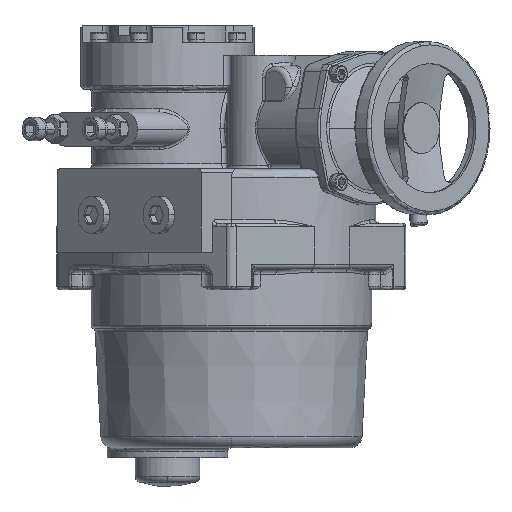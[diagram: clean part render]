
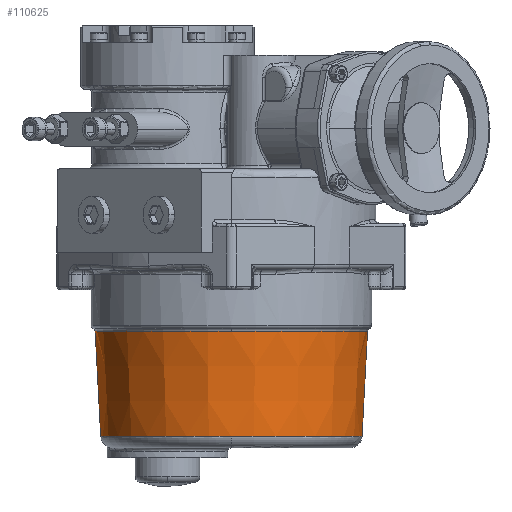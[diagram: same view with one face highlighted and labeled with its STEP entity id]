
A CAD part, left-side view. The second image highlights one B-rep face of the part: STEP entity #110625.
In plain terms, the highlighted conical face has half-angle 3 degrees and reference radius 80.097 mm.
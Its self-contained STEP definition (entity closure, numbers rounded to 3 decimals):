
#4134 = VECTOR ( 'NONE', #62445, 1000. ) ;
#5532 = AXIS2_PLACEMENT_3D ( 'NONE', #29540, #50841, #114181 ) ;
#7176 = AXIS2_PLACEMENT_3D ( 'NONE', #62884, #116606, #106981 ) ;
#8692 = EDGE_LOOP ( 'NONE', ( #88543, #77318, #100552, #13817, #115697, #22512 ) ) ;
#13817 = ORIENTED_EDGE ( 'NONE', *, *, #70432, .T. ) ;
#17911 = DIRECTION ( 'NONE',  ( 0., -0.052, 0.999 ) ) ;
#20763 = VERTEX_POINT ( 'NONE', #47929 ) ;
#21547 = CARTESIAN_POINT ( 'NONE',  ( -93.532, -37.477, -179.864 ) ) ;
#22381 = CARTESIAN_POINT ( 'NONE',  ( -90.293, -37.477, -241.666 ) ) ;
#22512 = ORIENTED_EDGE ( 'NONE', *, *, #89434, .T. ) ;
#23184 = CONICAL_SURFACE ( 'NONE', #5532, 80.097, 0.052 ) ;
#23584 = LINE ( 'NONE', #100748, #4134 ) ;
#24668 = CARTESIAN_POINT ( 'NONE',  ( -13.435, -37.477, -179.864 ) ) ;
#25545 = DIRECTION ( 'NONE',  ( 0., 0., -1. ) ) ;
#28831 = EDGE_CURVE ( 'NONE', #67063, #67413, #68668, .T. ) ;
#29540 = CARTESIAN_POINT ( 'NONE',  ( -13.435, -37.477, -179.864 ) ) ;
#36156 = CARTESIAN_POINT ( 'NONE',  ( -13.435, -37.477, -241.666 ) ) ;
#38411 = EDGE_CURVE ( 'NONE', #67413, #45108, #48380, .T. ) ;
#43787 = EDGE_CURVE ( 'NONE', #20763, #79828, #53557, .T. ) ;
#44960 = LINE ( 'NONE', #104474, #102784 ) ;
#45108 = VERTEX_POINT ( 'NONE', #60113 ) ;
#45755 = AXIS2_PLACEMENT_3D ( 'NONE', #36156, #103450, #80530 ) ;
#47929 = CARTESIAN_POINT ( 'NONE',  ( -13.435, -117.573, -179.864 ) ) ;
#48380 = CIRCLE ( 'NONE', #7176, 76.858 ) ;
#50841 = DIRECTION ( 'NONE',  ( 0., 0., 1. ) ) ;
#52543 = CARTESIAN_POINT ( 'NONE',  ( -13.435, -37.477, -179.864 ) ) ;
#53557 = CIRCLE ( 'NONE', #71220, 80.097 ) ;
#54661 = FACE_OUTER_BOUND ( 'NONE', #8692, .T. ) ;
#55533 = DIRECTION ( 'NONE',  ( 0., -1., 0. ) ) ;
#60106 = AXIS2_PLACEMENT_3D ( 'NONE', #52543, #25545, #108184 ) ;
#60113 = CARTESIAN_POINT ( 'NONE',  ( -13.435, -114.334, -241.666 ) ) ;
#62445 = DIRECTION ( 'NONE',  ( 0., 0.052, 0.999 ) ) ;
#62884 = CARTESIAN_POINT ( 'NONE',  ( -13.435, -37.477, -241.666 ) ) ;
#65957 = CARTESIAN_POINT ( 'NONE',  ( -13.435, 42.62, -179.864 ) ) ;
#67063 = VERTEX_POINT ( 'NONE', #72138 ) ;
#67413 = VERTEX_POINT ( 'NONE', #22381 ) ;
#68668 = CIRCLE ( 'NONE', #45755, 76.858 ) ;
#70432 = EDGE_CURVE ( 'NONE', #45108, #20763, #44960, .T. ) ;
#71220 = AXIS2_PLACEMENT_3D ( 'NONE', #24668, #91971, #55533 ) ;
#72138 = CARTESIAN_POINT ( 'NONE',  ( -13.435, 39.381, -241.666 ) ) ;
#77318 = ORIENTED_EDGE ( 'NONE', *, *, #28831, .T. ) ;
#79828 = VERTEX_POINT ( 'NONE', #21547 ) ;
#80530 = DIRECTION ( 'NONE',  ( 0., -1., 0. ) ) ;
#81432 = CIRCLE ( 'NONE', #60106, 80.097 ) ;
#88543 = ORIENTED_EDGE ( 'NONE', *, *, #93161, .F. ) ;
#89434 = EDGE_CURVE ( 'NONE', #79828, #92828, #81432, .T. ) ;
#91971 = DIRECTION ( 'NONE',  ( 0., 0., -1. ) ) ;
#92828 = VERTEX_POINT ( 'NONE', #65957 ) ;
#93161 = EDGE_CURVE ( 'NONE', #67063, #92828, #23584, .T. ) ;
#100552 = ORIENTED_EDGE ( 'NONE', *, *, #38411, .T. ) ;
#100748 = CARTESIAN_POINT ( 'NONE',  ( -13.435, 42.62, -179.864 ) ) ;
#102784 = VECTOR ( 'NONE', #17911, 1000. ) ;
#103450 = DIRECTION ( 'NONE',  ( 0., 0., 1. ) ) ;
#104474 = CARTESIAN_POINT ( 'NONE',  ( -13.435, -117.573, -179.864 ) ) ;
#106981 = DIRECTION ( 'NONE',  ( 0., -1., 0. ) ) ;
#108184 = DIRECTION ( 'NONE',  ( 0., -1., 0. ) ) ;
#110625 = ADVANCED_FACE ( 'NONE', ( #54661 ), #23184, .T. ) ;
#114181 = DIRECTION ( 'NONE',  ( 0., -1., 0. ) ) ;
#115697 = ORIENTED_EDGE ( 'NONE', *, *, #43787, .T. ) ;
#116606 = DIRECTION ( 'NONE',  ( 0., 0., 1. ) ) ;
